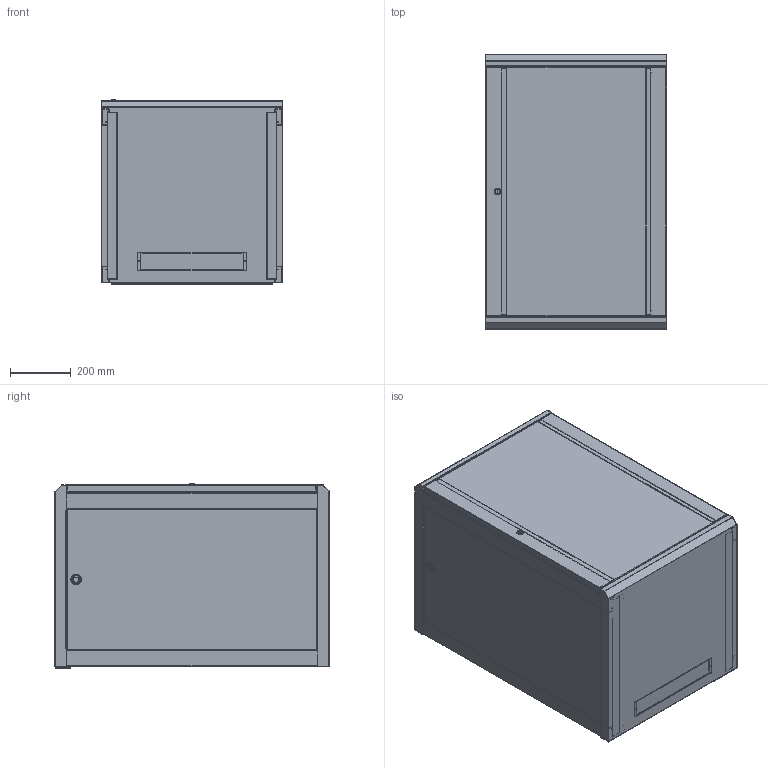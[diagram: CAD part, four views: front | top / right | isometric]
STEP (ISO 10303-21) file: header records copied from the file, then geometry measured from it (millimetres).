
FILE_DESCRIPTION (( 'STEP AP214' ), '1' );
FILE_NAME ('LC-SMA6618_3D.step', '2024-08-30T21:10:01', ( '' ), ( '' ), 'SwSTEP 2.0', 'SolidWorks 2022', '' );
FILE_SCHEMA (( 'AUTOMOTIVE_DESIGN' ));
Length unit declared in the file: millimetre
Products named in the file (31): base pnl^base pnl assy_LC-SMA6618; wall mtg pl^LC-SMA6618; back pnl^LC-SMA6618; cylinder, lock^Door Lock_door assy_LC-SMA6618; door frame^door assy_LC-SMA6618; vt member^frame assy_LC-SMA6618; int lock-wshr, lock^Door Lock_door assy_LC-SMA6618; base pnl assy^LC-SMA6618; hz brace^LC-SMA6618; Top Cover 600 mm^top cover assy w fan cutouts_LC-SMA6618; frame assy^LC-SMA6618; Copy of cable management polate^cable pl assy_base pnl assy_LC-SMA6618; hz member^frame assy_LC-SMA6618; latch, lock^Door Lock_door assy_LC-SMA6618; Door Lock^door assy_LC-SMA6618; side pnl assy^LC-SMA6618; wshr, lock^Door Lock_door assy_LC-SMA6618; door frame w lock^door assy_LC-SMA6618; door assy^LC-SMA6618; screw, Lock^Door Lock_door assy_LC-SMA6618; cable pl assy^base pnl assy_LC-SMA6618; glass pnl^door assy_LC-SMA6618; side pnl^side pnl assy_LC-SMA6618; top cover assy w fan cutouts^LC-SMA6618; vt mtg rail+^LC-SMA6618; lock^side pnl assy_LC-SMA6618; nut, lock^Door Lock_door assy_LC-SMA6618; LC-SMA6618_3D; hz mtg angle^LC-SMA6618; cable mgmt plate^top cover assy w fan cutouts_LC-SMA6618; door washer^LC-SMA6618
Assembly tree (41 placements, depth 4):
  LC-SMA6618_3D
    base pnl assy^LC-SMA6618
      base pnl^base pnl assy_LC-SMA6618
      cable pl assy^base pnl assy_LC-SMA6618
        Copy of cable management polate^cable pl assy_base pnl assy_LC-SMA6618
    hz brace^LC-SMA6618  x4
    frame assy^LC-SMA6618  x2
      hz member^frame assy_LC-SMA6618
      vt member^frame assy_LC-SMA6618
    side pnl assy^LC-SMA6618  x2
      side pnl^side pnl assy_LC-SMA6618
      lock^side pnl assy_LC-SMA6618
    back pnl^LC-SMA6618
    wall mtg pl^LC-SMA6618
    vt mtg rail+^LC-SMA6618  x4
    hz mtg angle^LC-SMA6618  x2
    door washer^LC-SMA6618
    door assy^LC-SMA6618
      glass pnl^door assy_LC-SMA6618
      door frame w lock^door assy_LC-SMA6618
      door frame^door assy_LC-SMA6618
      Door Lock^door assy_LC-SMA6618
        cylinder, lock^Door Lock_door assy_LC-SMA6618
        latch, lock^Door Lock_door assy_LC-SMA6618
        nut, lock^Door Lock_door assy_LC-SMA6618
        wshr, lock^Door Lock_door assy_LC-SMA6618
        int lock-wshr, lock^Door Lock_door assy_LC-SMA6618
        screw, Lock^Door Lock_door assy_LC-SMA6618
    top cover assy w fan cutouts^LC-SMA6618
      Top Cover 600 mm^top cover assy w fan cutouts_LC-SMA6618
      cable mgmt plate^top cover assy w fan cutouts_LC-SMA6618
Bounding box: 600 x 906.8 x 608.74 mm (x, y, z)
Volume: 6139853.1 mm3; surface area: 8031411.1 mm2
Topology: 38 solids, 39 shells, 3988 faces, 10749 edges, 7068 vertices
Faces by surface type: plane 3059, cylinder 831, bspline 66, cone 32
Entity records: 68130 total; most frequent: CARTESIAN_POINT 13463, ORIENTED_EDGE 10400, DIRECTION 10120, EDGE_CURVE 5200, LINE 3728, VECTOR 3728, VERTEX_POINT 3404, AXIS2_PLACEMENT_3D 3196
